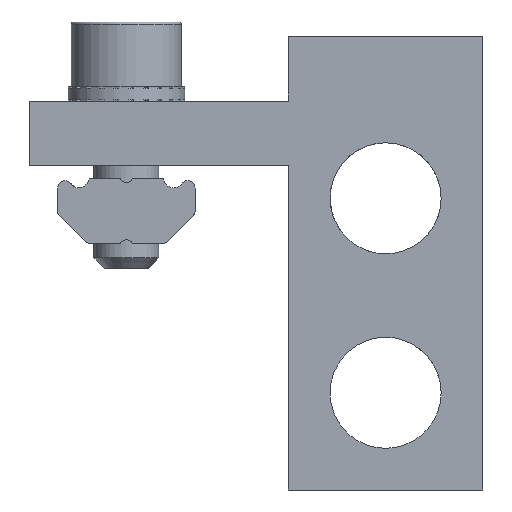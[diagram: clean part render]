
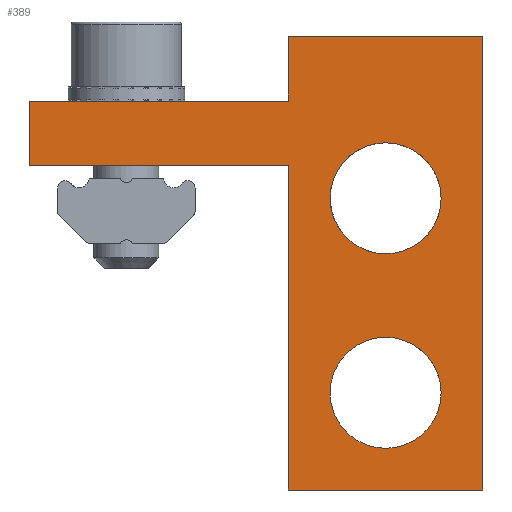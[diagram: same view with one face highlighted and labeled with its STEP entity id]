
A CAD part, front view. The second image highlights one B-rep face of the part: STEP entity #389.
In plain terms, the highlighted planar face has unit normal (0, -1, 0).
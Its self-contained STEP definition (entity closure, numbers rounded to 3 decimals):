
#389=ADVANCED_FACE('',(#956,#957,#958),#959,.F.);
#956=FACE_BOUND('',#1740,.T.);
#957=FACE_BOUND('',#1741,.T.);
#958=FACE_OUTER_BOUND('',#1742,.T.);
#959=PLANE('',#1743);
#1740=EDGE_LOOP('',(#2559));
#1741=EDGE_LOOP('',(#2560));
#1742=EDGE_LOOP('',(#2561,#2562,#2563,#2564,#2565,#2566,#2567,#2568));
#1743=AXIS2_PLACEMENT_3D('',#2569,#2570,#2571);
#2559=ORIENTED_EDGE('',*,*,#4917,.F.);
#2560=ORIENTED_EDGE('',*,*,#4908,.F.);
#2561=ORIENTED_EDGE('',*,*,#4929,.F.);
#2562=ORIENTED_EDGE('',*,*,#4930,.F.);
#2563=ORIENTED_EDGE('',*,*,#4931,.F.);
#2564=ORIENTED_EDGE('',*,*,#4921,.T.);
#2565=ORIENTED_EDGE('',*,*,#4899,.T.);
#2566=ORIENTED_EDGE('',*,*,#4912,.F.);
#2567=ORIENTED_EDGE('',*,*,#4893,.F.);
#2568=ORIENTED_EDGE('',*,*,#4906,.F.);
#2569=CARTESIAN_POINT('',(-17.5,0.0,17.5));
#2570=DIRECTION('',(0.0,1.0,0.0));
#2571=DIRECTION('',(0.0,0.0,1.0));
#4893=EDGE_CURVE('',#5855,#5856,#5857,.T.);
#4899=EDGE_CURVE('',#5867,#5865,#5868,.T.);
#4906=EDGE_CURVE('',#5877,#5855,#5879,.T.);
#4908=EDGE_CURVE('',#5881,#5881,#5882,.T.);
#4912=EDGE_CURVE('',#5856,#5865,#5886,.T.);
#4917=EDGE_CURVE('',#5892,#5892,#5893,.T.);
#4921=EDGE_CURVE('',#5899,#5867,#5900,.T.);
#4929=EDGE_CURVE('',#5911,#5877,#5912,.T.);
#4930=EDGE_CURVE('',#5913,#5911,#5914,.T.);
#4931=EDGE_CURVE('',#5899,#5913,#5915,.T.);
#5855=VERTEX_POINT('',#7290);
#5856=VERTEX_POINT('',#7291);
#5857=LINE('',#7292,#7293);
#5865=VERTEX_POINT('',#7304);
#5867=VERTEX_POINT('',#7307);
#5868=LINE('',#7308,#7309);
#5877=VERTEX_POINT('',#7321);
#5879=LINE('',#7324,#7325);
#5881=VERTEX_POINT('',#7327);
#5882=CIRCLE('',#7328,4.283);
#5886=LINE('',#7333,#7334);
#5892=VERTEX_POINT('',#7340);
#5893=CIRCLE('',#7341,4.283);
#5899=VERTEX_POINT('',#7347);
#5900=LINE('',#7348,#7349);
#5911=VERTEX_POINT('',#7365);
#5912=LINE('',#7366,#7367);
#5913=VERTEX_POINT('',#7368);
#5914=LINE('',#7369,#7370);
#5915=LINE('',#7371,#7372);
#7290=CARTESIAN_POINT('',(17.5,0.0,17.5));
#7291=CARTESIAN_POINT('',(17.5,0.0,-17.5));
#7292=CARTESIAN_POINT('',(17.5,0.0,17.5));
#7293=VECTOR('',#9251,1.0);
#7304=CARTESIAN_POINT('',(2.5,0.0,-17.5));
#7307=CARTESIAN_POINT('',(2.5,0.0,7.5));
#7308=CARTESIAN_POINT('',(2.5,0.0,7.5));
#7309=VECTOR('',#9256,1.0);
#7321=CARTESIAN_POINT('',(2.5,0.0,17.5));
#7324=CARTESIAN_POINT('',(-17.5,0.0,17.5));
#7325=VECTOR('',#9264,1.0);
#7327=CARTESIAN_POINT('',(14.283,0.0,5.0));
#7328=AXIS2_PLACEMENT_3D('',#9265,#9266,#9267);
#7333=CARTESIAN_POINT('',(17.5,0.0,-17.5));
#7334=VECTOR('',#9272,1.0);
#7340=CARTESIAN_POINT('',(14.283,0.0,-10.0));
#7341=AXIS2_PLACEMENT_3D('',#9279,#9280,#9281);
#7347=CARTESIAN_POINT('',(-17.5,0.0,7.5));
#7348=CARTESIAN_POINT('',(-17.5,0.0,7.5));
#7349=VECTOR('',#9288,1.0);
#7365=CARTESIAN_POINT('',(2.5,0.0,12.5));
#7366=CARTESIAN_POINT('',(2.5,0.0,12.5));
#7367=VECTOR('',#9294,1.0);
#7368=CARTESIAN_POINT('',(-17.5,0.0,12.5));
#7369=CARTESIAN_POINT('',(-17.5,0.0,12.5));
#7370=VECTOR('',#9295,1.0);
#7371=CARTESIAN_POINT('',(-17.5,0.0,-17.5));
#7372=VECTOR('',#9296,1.0);
#9251=DIRECTION('',(0.,0.0,-1.0));
#9256=DIRECTION('',(0.,0.0,-1.0));
#9264=DIRECTION('',(1.0,0.0,0.0));
#9265=CARTESIAN_POINT('',(10.0,0.0,5.0));
#9266=DIRECTION('',(0.0,-1.0,0.0));
#9267=DIRECTION('',(1.0,0.0,0.0));
#9272=DIRECTION('',(-1.0,0.0,0.0));
#9279=CARTESIAN_POINT('',(10.0,0.0,-10.0));
#9280=DIRECTION('',(0.0,-1.0,0.0));
#9281=DIRECTION('',(1.0,0.0,0.0));
#9288=DIRECTION('',(1.0,0.0,0.0));
#9294=DIRECTION('',(0.,0.0,1.0));
#9295=DIRECTION('',(1.0,0.0,0.0));
#9296=DIRECTION('',(0.0,0.0,1.0));
